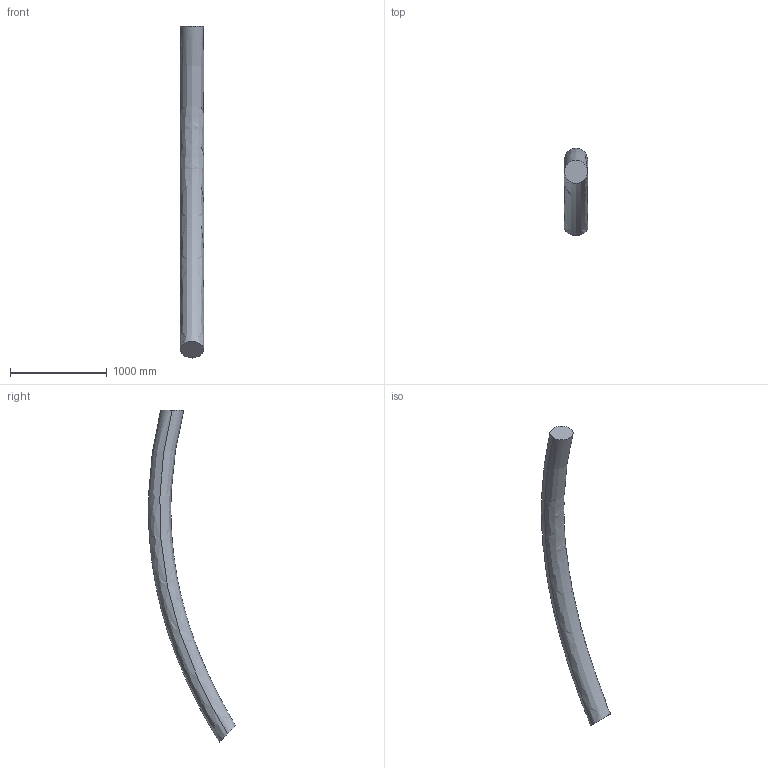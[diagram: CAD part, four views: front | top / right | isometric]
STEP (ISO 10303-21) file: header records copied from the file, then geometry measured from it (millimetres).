
FILE_DESCRIPTION (( 'STEP AP214' ), '1' );
FILE_NAME ('fluid.STEP', '2021-04-02T06:23:46', ( '' ), ( '' ), 'SwSTEP 2.0', 'SolidWorks 2017', '' );
FILE_SCHEMA (( 'AUTOMOTIVE_DESIGN' ));
Length unit declared in the file: millimetre
Products named in the file (1): fluid
Bounding box: 240 x 900.46 x 3426.46 mm (x, y, z)
Volume: 152986614.3 mm3; surface area: 2679905.7 mm2
Topology: 1 solids, 1 shells, 4 faces, 6 edges, 4 vertices
Faces by surface type: bspline 2, plane 2
Entity records: 390 total; most frequent: CARTESIAN_POINT 267, DIRECTION 14, ORIENTED_EDGE 12, AXIS2_PLACEMENT_3D 7, EDGE_CURVE 6, UNCERTAINTY_MEASURE_WITH_UNIT 5, CIRCLE 4, FILL_AREA_STYLE 4
